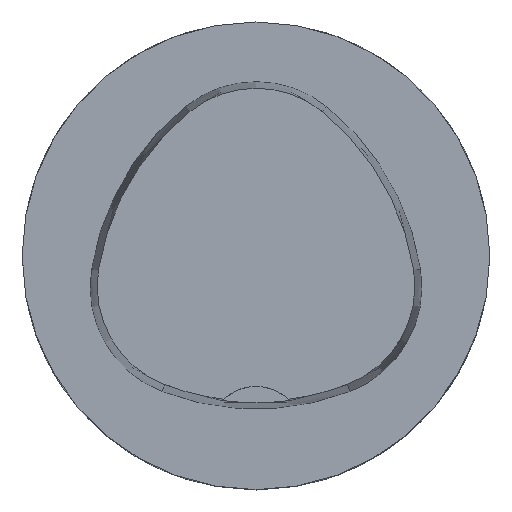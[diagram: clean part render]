
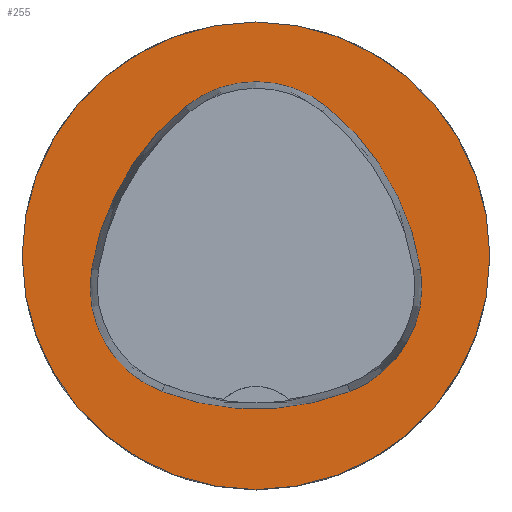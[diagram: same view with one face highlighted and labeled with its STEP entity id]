
A CAD part, top view. The second image highlights one B-rep face of the part: STEP entity #255.
In plain terms, the highlighted planar face has unit normal (0, 0, 1).
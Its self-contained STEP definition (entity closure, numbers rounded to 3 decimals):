
#255=ADVANCED_FACE('',(#500,#501),#308,.T.);
#308=PLANE('',#1410);
#500=FACE_BOUND('',#559,.T.);
#501=FACE_BOUND('',#560,.T.);
#559=EDGE_LOOP('',(#782,#783,#784,#785,#786,#787));
#560=EDGE_LOOP('',(#788));
#782=ORIENTED_EDGE('',*,*,#1162,.T.);
#783=ORIENTED_EDGE('',*,*,#1142,.T.);
#784=ORIENTED_EDGE('',*,*,#1146,.T.);
#785=ORIENTED_EDGE('',*,*,#1149,.T.);
#786=ORIENTED_EDGE('',*,*,#1152,.T.);
#787=ORIENTED_EDGE('',*,*,#1160,.T.);
#788=ORIENTED_EDGE('',*,*,#1133,.F.);
#1004=VERTEX_POINT('',#2186);
#1013=VERTEX_POINT('',#2205);
#1014=VERTEX_POINT('',#2206);
#1017=VERTEX_POINT('',#2214);
#1019=VERTEX_POINT('',#2220);
#1021=VERTEX_POINT('',#2226);
#1028=VERTEX_POINT('',#2247);
#1133=EDGE_CURVE('',#1004,#1004,#1225,.T.);
#1142=EDGE_CURVE('',#1013,#1014,#1226,.T.);
#1146=EDGE_CURVE('',#1014,#1017,#1228,.T.);
#1149=EDGE_CURVE('',#1017,#1019,#1230,.T.);
#1152=EDGE_CURVE('',#1019,#1021,#1232,.T.);
#1160=EDGE_CURVE('',#1021,#1028,#1236,.T.);
#1162=EDGE_CURVE('',#1028,#1013,#1238,.T.);
#1225=CIRCLE('',#1382,25.);
#1226=CIRCLE('',#1388,28.);
#1228=CIRCLE('',#1391,12.);
#1230=CIRCLE('',#1394,28.);
#1232=CIRCLE('',#1397,12.);
#1236=CIRCLE('',#1402,28.);
#1238=CIRCLE('',#1405,12.);
#1382=AXIS2_PLACEMENT_3D('',#2185,#1646,#1647);
#1388=AXIS2_PLACEMENT_3D('',#2204,#1662,#1663);
#1391=AXIS2_PLACEMENT_3D('',#2213,#1670,#1671);
#1394=AXIS2_PLACEMENT_3D('',#2219,#1677,#1678);
#1397=AXIS2_PLACEMENT_3D('',#2225,#1684,#1685);
#1402=AXIS2_PLACEMENT_3D('',#2248,#1696,#1697);
#1405=AXIS2_PLACEMENT_3D('',#2251,#1702,#1703);
#1410=AXIS2_PLACEMENT_3D('',#2256,#1712,#1713);
#1646=DIRECTION('',(0.,0.,-1.));
#1647=DIRECTION('',(-1.,0.,0.));
#1662=DIRECTION('',(0.,0.,-1.));
#1663=DIRECTION('',(-1.,0.,0.));
#1670=DIRECTION('',(0.,0.,-1.));
#1671=DIRECTION('',(-1.,0.,0.));
#1677=DIRECTION('',(0.,0.,-1.));
#1678=DIRECTION('',(-1.,0.,0.));
#1684=DIRECTION('',(0.,0.,-1.));
#1685=DIRECTION('',(-1.,0.,0.));
#1696=DIRECTION('',(0.,0.,-1.));
#1697=DIRECTION('',(-1.,0.,0.));
#1702=DIRECTION('',(0.,0.,-1.));
#1703=DIRECTION('',(-1.,0.,0.));
#1712=DIRECTION('',(0.,0.,1.));
#1713=DIRECTION('',(1.,0.,0.));
#2185=CARTESIAN_POINT('',(0.,0.,0.));
#2186=CARTESIAN_POINT('',(-25.,0.,0.));
#2204=CARTESIAN_POINT('',(10.068,-5.824,0.));
#2205=CARTESIAN_POINT('',(-17.584,-1.424,0.));
#2206=CARTESIAN_POINT('',(-7.531,15.953,0.));
#2213=CARTESIAN_POINT('',(0.011,6.62,0.));
#2214=CARTESIAN_POINT('',(7.567,15.942,0.));
#2219=CARTESIAN_POINT('',(-10.063,-5.81,0.));
#2220=CARTESIAN_POINT('',(17.59,-1.418,0.));
#2225=CARTESIAN_POINT('',(5.739,-3.3,0.));
#2226=CARTESIAN_POINT('',(10.05,-14.499,0.));
#2247=CARTESIAN_POINT('',(-10.025,-14.516,0.));
#2248=CARTESIAN_POINT('',(-0.01,11.631,0.));
#2251=CARTESIAN_POINT('',(-5.733,-3.31,0.));
#2256=CARTESIAN_POINT('',(0.,0.,0.));
